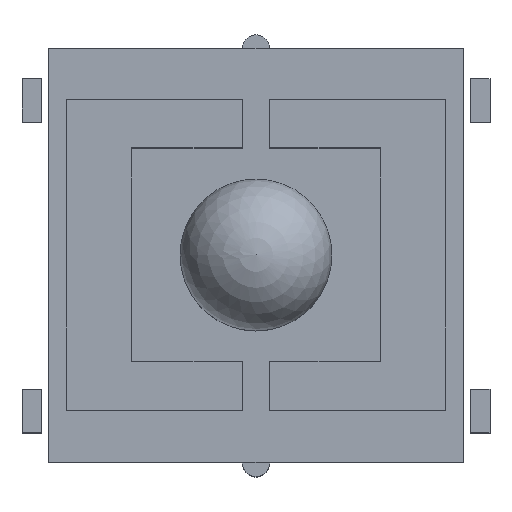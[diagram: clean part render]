
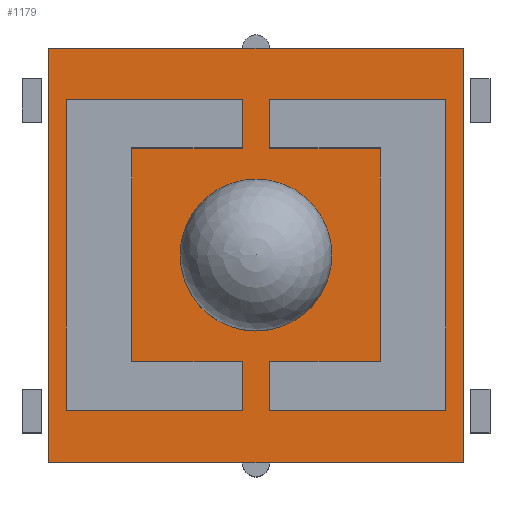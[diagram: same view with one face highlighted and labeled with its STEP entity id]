
A CAD part, top view. The second image highlights one B-rep face of the part: STEP entity #1179.
In plain terms, the highlighted planar face has unit normal (0, 0, 1).
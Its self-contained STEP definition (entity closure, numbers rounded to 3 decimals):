
#85=FACE_OUTER_BOUND('',#164,.T.);
#164=EDGE_LOOP('',(#804,#805,#806,#807));
#241=LINE('',#1741,#380);
#244=LINE('',#1747,#383);
#247=LINE('',#1753,#386);
#250=LINE('',#1757,#389);
#380=VECTOR('',#1388,10.);
#383=VECTOR('',#1393,10.);
#386=VECTOR('',#1398,10.);
#389=VECTOR('',#1403,10.);
#519=VERTEX_POINT('',#1738);
#520=VERTEX_POINT('',#1740);
#522=VERTEX_POINT('',#1746);
#524=VERTEX_POINT('',#1752);
#625=EDGE_CURVE('',#520,#519,#241,.T.);
#628=EDGE_CURVE('',#522,#520,#244,.T.);
#631=EDGE_CURVE('',#524,#522,#247,.T.);
#634=EDGE_CURVE('',#519,#524,#250,.T.);
#804=ORIENTED_EDGE('',*,*,#634,.T.);
#805=ORIENTED_EDGE('',*,*,#631,.T.);
#806=ORIENTED_EDGE('',*,*,#628,.T.);
#807=ORIENTED_EDGE('',*,*,#625,.T.);
#1122=PLANE('',#1281);
#1179=ADVANCED_FACE('',(#85),#1122,.T.);
#1281=AXIS2_PLACEMENT_3D('',#1758,#1404,#1405);
#1388=DIRECTION('',(0.,1.,0.));
#1393=DIRECTION('',(1.,0.,0.));
#1398=DIRECTION('',(0.,-1.,0.));
#1403=DIRECTION('',(-1.,0.,0.));
#1404=DIRECTION('center_axis',(0.,0.,1.));
#1405=DIRECTION('ref_axis',(1.,0.,0.));
#1738=CARTESIAN_POINT('',(3.,3.,5.));
#1740=CARTESIAN_POINT('',(3.,-3.,5.));
#1741=CARTESIAN_POINT('',(3.,3.,5.));
#1746=CARTESIAN_POINT('',(-3.,-3.,5.));
#1747=CARTESIAN_POINT('',(3.,-3.,5.));
#1752=CARTESIAN_POINT('',(-3.,3.,5.));
#1753=CARTESIAN_POINT('',(-3.,-3.,5.));
#1757=CARTESIAN_POINT('',(-3.,3.,5.));
#1758=CARTESIAN_POINT('Origin',(0.,0.,5.));
